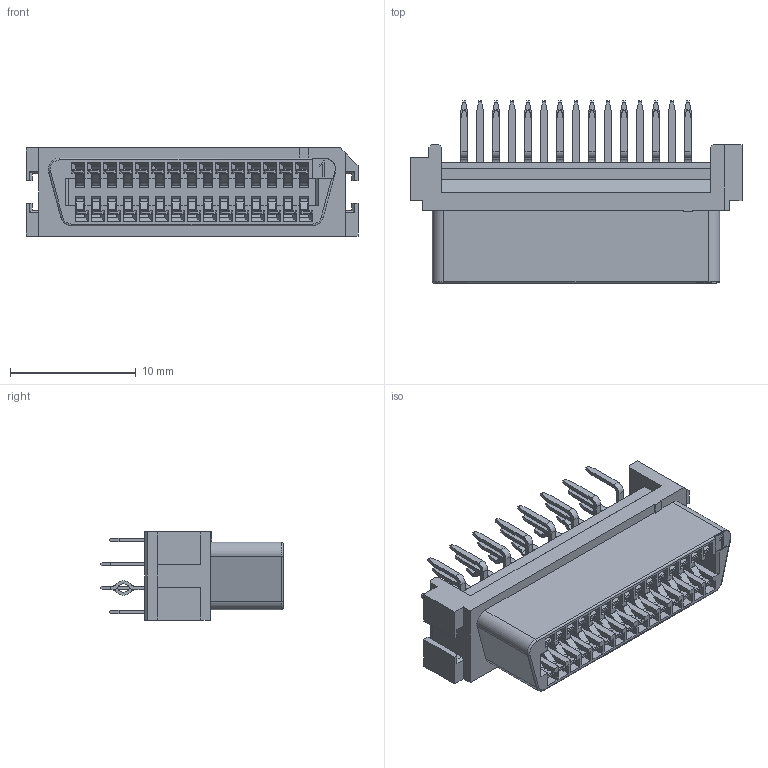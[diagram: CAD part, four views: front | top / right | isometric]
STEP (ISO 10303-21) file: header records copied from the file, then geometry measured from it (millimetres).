
FILE_DESCRIPTION( ('This file contains a STEP AP42 implementation' ,'as created by ZW3D STEP Interface translator.') ,'2;1' );
FILE_NAME( '6321D-XXXSDXXPNX01.stp' ,'231027.144856', (''), ('ZWCAD Software Co.'), 'Version 1.0', 'ZW3D to STEP translator', '' );
FILE_SCHEMA(('AUTOMOTIVE_DESIGN { 1 0 10303 214 1 1 1 1 }'));
Length unit declared in the file: millimetre
Products named in the file (1): 0
Bounding box: 26.38 x 14.5 x 7 mm (x, y, z)
Volume: 930.4 mm3; surface area: 2659 mm2
Topology: 1 solids, 1 shells, 2342 faces, 6851 edges, 4482 vertices
Faces by surface type: plane 1562, cylinder 696, bspline 82, cone 2
Full cylindrical faces by diameter (mm): 0.96 x2
Entity records: 80225 total; most frequent: CARTESIAN_POINT 14555, ORIENTED_EDGE 13702, DIRECTION 12959, EDGE_CURVE 6851, VECTOR 5261, LINE 5261, VERTEX_POINT 4482, AXIS2_PLACEMENT_3D 3849
